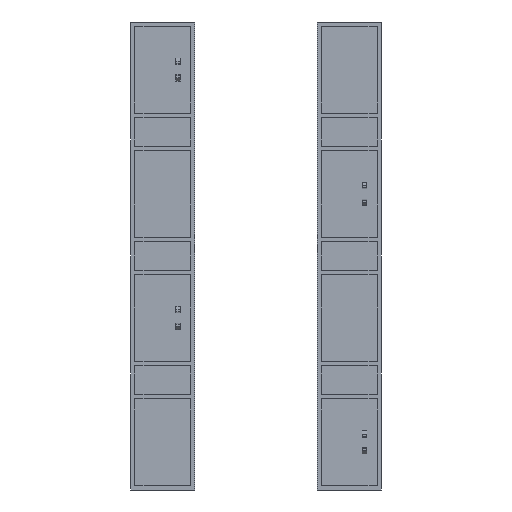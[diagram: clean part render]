
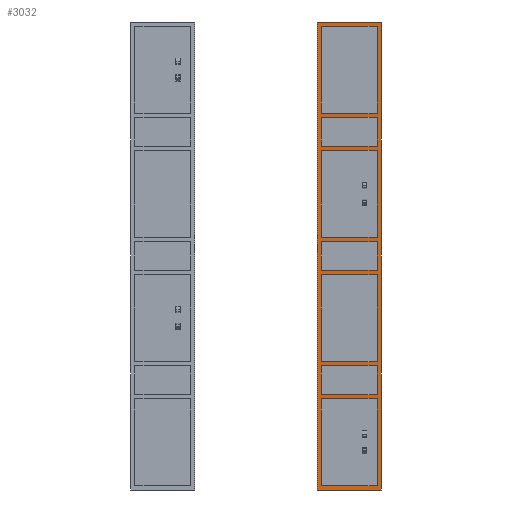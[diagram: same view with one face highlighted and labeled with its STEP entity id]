
A CAD part, left-side view. The second image highlights one B-rep face of the part: STEP entity #3032.
In plain terms, the highlighted face is planar.
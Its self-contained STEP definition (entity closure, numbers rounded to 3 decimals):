
#30=ORIENTED_EDGE('',*,*,#894,.T.);
#31=ORIENTED_EDGE('',*,*,#895,.T.);
#32=ORIENTED_EDGE('',*,*,#896,.T.);
#33=ORIENTED_EDGE('',*,*,#897,.T.);
#34=ORIENTED_EDGE('',*,*,#898,.T.);
#35=ORIENTED_EDGE('',*,*,#899,.T.);
#36=ORIENTED_EDGE('',*,*,#900,.T.);
#37=ORIENTED_EDGE('',*,*,#901,.T.);
#38=ORIENTED_EDGE('',*,*,#902,.T.);
#39=ORIENTED_EDGE('',*,*,#903,.T.);
#40=ORIENTED_EDGE('',*,*,#904,.T.);
#41=ORIENTED_EDGE('',*,*,#905,.T.);
#42=ORIENTED_EDGE('',*,*,#906,.F.);
#43=ORIENTED_EDGE('',*,*,#907,.F.);
#44=ORIENTED_EDGE('',*,*,#908,.F.);
#45=ORIENTED_EDGE('',*,*,#909,.F.);
#46=ORIENTED_EDGE('',*,*,#910,.T.);
#47=ORIENTED_EDGE('',*,*,#911,.T.);
#48=ORIENTED_EDGE('',*,*,#912,.T.);
#49=ORIENTED_EDGE('',*,*,#913,.T.);
#50=ORIENTED_EDGE('',*,*,#914,.T.);
#51=ORIENTED_EDGE('',*,*,#915,.T.);
#52=ORIENTED_EDGE('',*,*,#916,.T.);
#53=ORIENTED_EDGE('',*,*,#917,.T.);
#54=ORIENTED_EDGE('',*,*,#918,.T.);
#55=ORIENTED_EDGE('',*,*,#919,.T.);
#56=ORIENTED_EDGE('',*,*,#920,.T.);
#57=ORIENTED_EDGE('',*,*,#921,.T.);
#58=ORIENTED_EDGE('',*,*,#922,.T.);
#59=ORIENTED_EDGE('',*,*,#923,.T.);
#60=ORIENTED_EDGE('',*,*,#924,.T.);
#61=ORIENTED_EDGE('',*,*,#925,.T.);
#894=EDGE_CURVE('',#1326,#1327,#1614,.T.);
#895=EDGE_CURVE('',#1327,#1328,#1615,.T.);
#896=EDGE_CURVE('',#1328,#1329,#1616,.T.);
#897=EDGE_CURVE('',#1329,#1326,#1617,.T.);
#898=EDGE_CURVE('',#1330,#1331,#1618,.T.);
#899=EDGE_CURVE('',#1331,#1332,#1619,.T.);
#900=EDGE_CURVE('',#1332,#1333,#1620,.T.);
#901=EDGE_CURVE('',#1333,#1330,#1621,.T.);
#902=EDGE_CURVE('',#1334,#1335,#1622,.T.);
#903=EDGE_CURVE('',#1335,#1336,#1623,.T.);
#904=EDGE_CURVE('',#1336,#1337,#1624,.T.);
#905=EDGE_CURVE('',#1337,#1334,#1625,.T.);
#906=EDGE_CURVE('',#1338,#1339,#1626,.T.);
#907=EDGE_CURVE('',#1340,#1338,#1627,.T.);
#908=EDGE_CURVE('',#1341,#1340,#1628,.T.);
#909=EDGE_CURVE('',#1339,#1341,#1629,.T.);
#910=EDGE_CURVE('',#1342,#1343,#1630,.T.);
#911=EDGE_CURVE('',#1343,#1344,#1631,.T.);
#912=EDGE_CURVE('',#1344,#1345,#1632,.T.);
#913=EDGE_CURVE('',#1345,#1342,#1633,.T.);
#914=EDGE_CURVE('',#1346,#1347,#1634,.T.);
#915=EDGE_CURVE('',#1347,#1348,#1635,.T.);
#916=EDGE_CURVE('',#1348,#1349,#1636,.T.);
#917=EDGE_CURVE('',#1349,#1346,#1637,.T.);
#918=EDGE_CURVE('',#1350,#1351,#1638,.T.);
#919=EDGE_CURVE('',#1351,#1352,#1639,.T.);
#920=EDGE_CURVE('',#1352,#1353,#1640,.T.);
#921=EDGE_CURVE('',#1353,#1350,#1641,.T.);
#922=EDGE_CURVE('',#1354,#1355,#1642,.T.);
#923=EDGE_CURVE('',#1355,#1356,#1643,.T.);
#924=EDGE_CURVE('',#1356,#1357,#1644,.T.);
#925=EDGE_CURVE('',#1357,#1354,#1645,.T.);
#1326=VERTEX_POINT('',#4181);
#1327=VERTEX_POINT('',#4182);
#1328=VERTEX_POINT('',#4184);
#1329=VERTEX_POINT('',#4186);
#1330=VERTEX_POINT('',#4189);
#1331=VERTEX_POINT('',#4190);
#1332=VERTEX_POINT('',#4192);
#1333=VERTEX_POINT('',#4194);
#1334=VERTEX_POINT('',#4197);
#1335=VERTEX_POINT('',#4198);
#1336=VERTEX_POINT('',#4200);
#1337=VERTEX_POINT('',#4202);
#1338=VERTEX_POINT('',#4205);
#1339=VERTEX_POINT('',#4206);
#1340=VERTEX_POINT('',#4208);
#1341=VERTEX_POINT('',#4210);
#1342=VERTEX_POINT('',#4213);
#1343=VERTEX_POINT('',#4214);
#1344=VERTEX_POINT('',#4216);
#1345=VERTEX_POINT('',#4218);
#1346=VERTEX_POINT('',#4221);
#1347=VERTEX_POINT('',#4222);
#1348=VERTEX_POINT('',#4224);
#1349=VERTEX_POINT('',#4226);
#1350=VERTEX_POINT('',#4229);
#1351=VERTEX_POINT('',#4230);
#1352=VERTEX_POINT('',#4232);
#1353=VERTEX_POINT('',#4234);
#1354=VERTEX_POINT('',#4237);
#1355=VERTEX_POINT('',#4238);
#1356=VERTEX_POINT('',#4240);
#1357=VERTEX_POINT('',#4242);
#1614=LINE('',#4180,#2046);
#1615=LINE('',#4183,#2047);
#1616=LINE('',#4185,#2048);
#1617=LINE('',#4187,#2049);
#1618=LINE('',#4188,#2050);
#1619=LINE('',#4191,#2051);
#1620=LINE('',#4193,#2052);
#1621=LINE('',#4195,#2053);
#1622=LINE('',#4196,#2054);
#1623=LINE('',#4199,#2055);
#1624=LINE('',#4201,#2056);
#1625=LINE('',#4203,#2057);
#1626=LINE('',#4204,#2058);
#1627=LINE('',#4207,#2059);
#1628=LINE('',#4209,#2060);
#1629=LINE('',#4211,#2061);
#1630=LINE('',#4212,#2062);
#1631=LINE('',#4215,#2063);
#1632=LINE('',#4217,#2064);
#1633=LINE('',#4219,#2065);
#1634=LINE('',#4220,#2066);
#1635=LINE('',#4223,#2067);
#1636=LINE('',#4225,#2068);
#1637=LINE('',#4227,#2069);
#1638=LINE('',#4228,#2070);
#1639=LINE('',#4231,#2071);
#1640=LINE('',#4233,#2072);
#1641=LINE('',#4235,#2073);
#1642=LINE('',#4236,#2074);
#1643=LINE('',#4239,#2075);
#1644=LINE('',#4241,#2076);
#1645=LINE('',#4243,#2077);
#2046=VECTOR('',#3404,1000.);
#2047=VECTOR('',#3405,1000.);
#2048=VECTOR('',#3406,1000.);
#2049=VECTOR('',#3407,1000.);
#2050=VECTOR('',#3408,1000.);
#2051=VECTOR('',#3409,1000.);
#2052=VECTOR('',#3410,1000.);
#2053=VECTOR('',#3411,1000.);
#2054=VECTOR('',#3412,1000.);
#2055=VECTOR('',#3413,1000.);
#2056=VECTOR('',#3414,1000.);
#2057=VECTOR('',#3415,1000.);
#2058=VECTOR('',#3416,1000.);
#2059=VECTOR('',#3417,1000.);
#2060=VECTOR('',#3418,1000.);
#2061=VECTOR('',#3419,1000.);
#2062=VECTOR('',#3420,1000.);
#2063=VECTOR('',#3421,1000.);
#2064=VECTOR('',#3422,1000.);
#2065=VECTOR('',#3423,1000.);
#2066=VECTOR('',#3424,1000.);
#2067=VECTOR('',#3425,1000.);
#2068=VECTOR('',#3426,1000.);
#2069=VECTOR('',#3427,1000.);
#2070=VECTOR('',#3428,1000.);
#2071=VECTOR('',#3429,1000.);
#2072=VECTOR('',#3430,1000.);
#2073=VECTOR('',#3431,1000.);
#2074=VECTOR('',#3432,1000.);
#2075=VECTOR('',#3433,1000.);
#2076=VECTOR('',#3434,1000.);
#2077=VECTOR('',#3435,1000.);
#2478=EDGE_LOOP('',(#30,#31,#32,#33));
#2479=EDGE_LOOP('',(#34,#35,#36,#37));
#2480=EDGE_LOOP('',(#38,#39,#40,#41));
#2481=EDGE_LOOP('',(#42,#43,#44,#45));
#2482=EDGE_LOOP('',(#46,#47,#48,#49));
#2483=EDGE_LOOP('',(#50,#51,#52,#53));
#2484=EDGE_LOOP('',(#54,#55,#56,#57));
#2485=EDGE_LOOP('',(#58,#59,#60,#61));
#2670=FACE_BOUND('',#2478,.T.);
#2671=FACE_BOUND('',#2479,.T.);
#2672=FACE_BOUND('',#2480,.T.);
#2673=FACE_BOUND('',#2481,.T.);
#2674=FACE_BOUND('',#2482,.T.);
#2675=FACE_BOUND('',#2483,.T.);
#2676=FACE_BOUND('',#2484,.T.);
#2677=FACE_BOUND('',#2485,.T.);
#2862=PLANE('',#3228);
#3032=ADVANCED_FACE('',(#2670,#2671,#2672,#2673,#2674,#2675,#2676,#2677),
#2862,.F.);
#3228=AXIS2_PLACEMENT_3D('',#4179,#3402,#3403);
#3402=DIRECTION('',(0.,-1.,0.));
#3403=DIRECTION('',(0.,0.,-1.));
#3404=DIRECTION('',(-1.,0.,0.));
#3405=DIRECTION('',(0.,0.,-1.));
#3406=DIRECTION('',(1.,0.,0.));
#3407=DIRECTION('',(0.,0.,1.));
#3408=DIRECTION('',(-1.,0.,0.));
#3409=DIRECTION('',(0.,0.,-1.));
#3410=DIRECTION('',(1.,0.,0.));
#3411=DIRECTION('',(0.,0.,1.));
#3412=DIRECTION('',(-1.,0.,0.));
#3413=DIRECTION('',(0.,0.,-1.));
#3414=DIRECTION('',(1.,0.,0.));
#3415=DIRECTION('',(0.,0.,1.));
#3416=DIRECTION('',(-1.,0.,0.));
#3417=DIRECTION('',(0.,0.,1.));
#3418=DIRECTION('',(1.,0.,0.));
#3419=DIRECTION('',(0.,0.,-1.));
#3420=DIRECTION('',(-1.,0.,0.));
#3421=DIRECTION('',(0.,0.,-1.));
#3422=DIRECTION('',(1.,0.,0.));
#3423=DIRECTION('',(0.,0.,1.));
#3424=DIRECTION('',(-1.,0.,0.));
#3425=DIRECTION('',(0.,0.,-1.));
#3426=DIRECTION('',(1.,0.,0.));
#3427=DIRECTION('',(0.,0.,1.));
#3428=DIRECTION('',(-1.,0.,0.));
#3429=DIRECTION('',(0.,0.,-1.));
#3430=DIRECTION('',(1.,0.,0.));
#3431=DIRECTION('',(0.,0.,1.));
#3432=DIRECTION('',(-1.,0.,0.));
#3433=DIRECTION('',(0.,0.,-1.));
#3434=DIRECTION('',(1.,0.,0.));
#3435=DIRECTION('',(0.,0.,1.));
#4179=CARTESIAN_POINT('',(0.,0.,0.));
#4180=CARTESIAN_POINT('',(29.,0.,180.));
#4181=CARTESIAN_POINT('',(29.,0.,180.));
#4182=CARTESIAN_POINT('',(2.,0.,180.));
#4183=CARTESIAN_POINT('',(2.,0.,180.));
#4184=CARTESIAN_POINT('',(2.,0.,166.));
#4185=CARTESIAN_POINT('',(2.,0.,166.));
#4186=CARTESIAN_POINT('',(29.,0.,166.));
#4187=CARTESIAN_POINT('',(29.,0.,166.));
#4188=CARTESIAN_POINT('',(29.,0.,104.));
#4189=CARTESIAN_POINT('',(29.,0.,104.));
#4190=CARTESIAN_POINT('',(2.,0.,104.));
#4191=CARTESIAN_POINT('',(2.,0.,104.));
#4192=CARTESIAN_POINT('',(2.,0.,62.));
#4193=CARTESIAN_POINT('',(2.,0.,62.));
#4194=CARTESIAN_POINT('',(29.,0.,62.));
#4195=CARTESIAN_POINT('',(29.,0.,62.));
#4196=CARTESIAN_POINT('',(29.,0.,224.));
#4197=CARTESIAN_POINT('',(29.,0.,224.));
#4198=CARTESIAN_POINT('',(2.,0.,224.));
#4199=CARTESIAN_POINT('',(2.,0.,224.));
#4200=CARTESIAN_POINT('',(2.,0.,182.));
#4201=CARTESIAN_POINT('',(2.,0.,182.));
#4202=CARTESIAN_POINT('',(29.,0.,182.));
#4203=CARTESIAN_POINT('',(29.,0.,182.));
#4204=CARTESIAN_POINT('',(31.,0.,226.));
#4205=CARTESIAN_POINT('',(31.,0.,226.));
#4206=CARTESIAN_POINT('',(0.,0.,226.));
#4207=CARTESIAN_POINT('',(31.,0.,0.));
#4208=CARTESIAN_POINT('',(31.,0.,0.));
#4209=CARTESIAN_POINT('',(0.,0.,0.));
#4210=CARTESIAN_POINT('',(0.,0.,0.));
#4211=CARTESIAN_POINT('',(0.,0.,226.));
#4212=CARTESIAN_POINT('',(29.,0.,44.));
#4213=CARTESIAN_POINT('',(29.,0.,44.));
#4214=CARTESIAN_POINT('',(2.,0.,44.));
#4215=CARTESIAN_POINT('',(2.,0.,44.));
#4216=CARTESIAN_POINT('',(2.,0.,2.));
#4217=CARTESIAN_POINT('',(2.,0.,2.));
#4218=CARTESIAN_POINT('',(29.,0.,2.));
#4219=CARTESIAN_POINT('',(29.,0.,2.));
#4220=CARTESIAN_POINT('',(29.,0.,164.));
#4221=CARTESIAN_POINT('',(29.,0.,164.));
#4222=CARTESIAN_POINT('',(2.,0.,164.));
#4223=CARTESIAN_POINT('',(2.,0.,164.));
#4224=CARTESIAN_POINT('',(2.,0.,122.));
#4225=CARTESIAN_POINT('',(2.,0.,122.));
#4226=CARTESIAN_POINT('',(29.,0.,122.));
#4227=CARTESIAN_POINT('',(29.,0.,122.));
#4228=CARTESIAN_POINT('',(29.,0.,60.));
#4229=CARTESIAN_POINT('',(29.,0.,60.));
#4230=CARTESIAN_POINT('',(2.,0.,60.));
#4231=CARTESIAN_POINT('',(2.,0.,60.));
#4232=CARTESIAN_POINT('',(2.,0.,46.));
#4233=CARTESIAN_POINT('',(2.,0.,46.));
#4234=CARTESIAN_POINT('',(29.,0.,46.));
#4235=CARTESIAN_POINT('',(29.,0.,46.));
#4236=CARTESIAN_POINT('',(29.,0.,120.));
#4237=CARTESIAN_POINT('',(29.,0.,120.));
#4238=CARTESIAN_POINT('',(2.,0.,120.));
#4239=CARTESIAN_POINT('',(2.,0.,120.));
#4240=CARTESIAN_POINT('',(2.,0.,106.));
#4241=CARTESIAN_POINT('',(2.,0.,106.));
#4242=CARTESIAN_POINT('',(29.,0.,106.));
#4243=CARTESIAN_POINT('',(29.,0.,106.));
